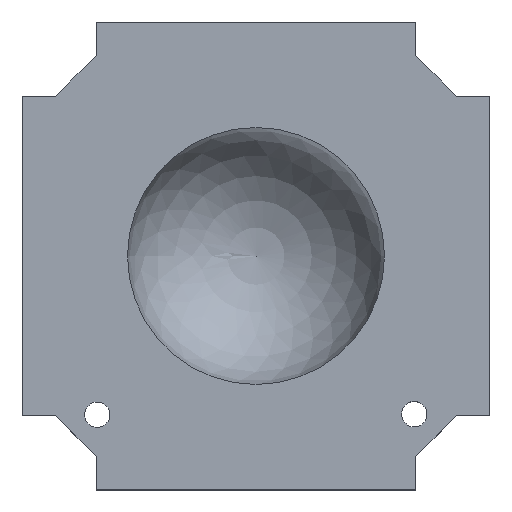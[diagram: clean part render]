
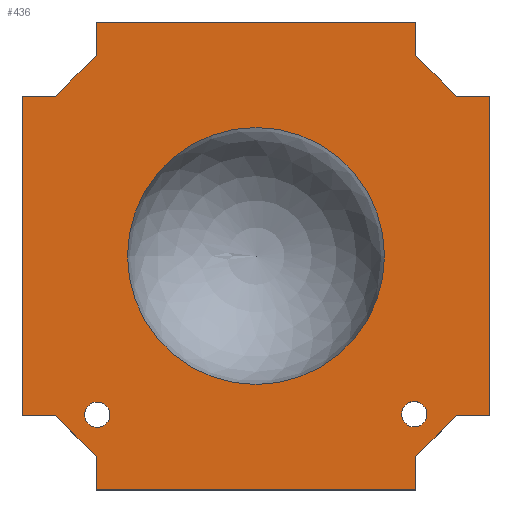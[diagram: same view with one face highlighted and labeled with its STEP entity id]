
A CAD part, top view. The second image highlights one B-rep face of the part: STEP entity #436.
In plain terms, the highlighted planar face has unit normal (0, 0, 1).
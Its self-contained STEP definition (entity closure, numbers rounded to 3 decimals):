
#22=FACE_BOUND('',#80,.T.);
#23=FACE_BOUND('',#81,.T.);
#24=FACE_BOUND('',#82,.T.);
#28=CIRCLE('',#462,1.35);
#29=CIRCLE('',#464,1.35);
#31=CIRCLE('',#480,13.675);
#54=FACE_OUTER_BOUND('',#79,.T.);
#79=EDGE_LOOP('',(#378,#379,#380,#381,#382,#383,#384,#385,#386,#387,#388,
#389,#390,#391,#392,#393));
#80=EDGE_LOOP('',(#394));
#81=EDGE_LOOP('',(#395));
#82=EDGE_LOOP('',(#396));
#102=LINE('',#651,#152);
#105=LINE('',#656,#155);
#107=LINE('',#660,#157);
#109=LINE('',#665,#159);
#111=LINE('',#669,#161);
#114=LINE('',#674,#164);
#116=LINE('',#679,#166);
#119=LINE('',#684,#169);
#121=LINE('',#688,#171);
#123=LINE('',#693,#173);
#125=LINE('',#697,#175);
#128=LINE('',#702,#178);
#129=LINE('',#712,#179);
#130=LINE('',#714,#180);
#131=LINE('',#716,#181);
#132=LINE('',#718,#182);
#152=VECTOR('',#526,10.);
#155=VECTOR('',#531,10.);
#157=VECTOR('',#535,10.);
#159=VECTOR('',#539,10.);
#161=VECTOR('',#543,10.);
#164=VECTOR('',#548,10.);
#166=VECTOR('',#552,10.);
#169=VECTOR('',#557,10.);
#171=VECTOR('',#561,10.);
#173=VECTOR('',#565,10.);
#175=VECTOR('',#569,10.);
#178=VECTOR('',#574,10.);
#179=VECTOR('',#587,10.);
#180=VECTOR('',#590,10.);
#181=VECTOR('',#593,10.);
#182=VECTOR('',#596,10.);
#202=VERTEX_POINT('',#640);
#203=VERTEX_POINT('',#644);
#204=VERTEX_POINT('',#648);
#205=VERTEX_POINT('',#650);
#206=VERTEX_POINT('',#654);
#207=VERTEX_POINT('',#658);
#208=VERTEX_POINT('',#662);
#209=VERTEX_POINT('',#664);
#210=VERTEX_POINT('',#668);
#211=VERTEX_POINT('',#672);
#212=VERTEX_POINT('',#676);
#213=VERTEX_POINT('',#678);
#214=VERTEX_POINT('',#682);
#215=VERTEX_POINT('',#686);
#216=VERTEX_POINT('',#690);
#217=VERTEX_POINT('',#692);
#218=VERTEX_POINT('',#696);
#219=VERTEX_POINT('',#700);
#221=VERTEX_POINT('',#707);
#242=EDGE_CURVE('',#202,#202,#28,.T.);
#244=EDGE_CURVE('',#203,#203,#29,.T.);
#247=EDGE_CURVE('',#205,#204,#102,.T.);
#250=EDGE_CURVE('',#204,#206,#105,.T.);
#252=EDGE_CURVE('',#206,#207,#107,.T.);
#254=EDGE_CURVE('',#209,#208,#109,.T.);
#256=EDGE_CURVE('',#210,#209,#111,.T.);
#259=EDGE_CURVE('',#208,#211,#114,.T.);
#261=EDGE_CURVE('',#213,#212,#116,.T.);
#264=EDGE_CURVE('',#212,#214,#119,.T.);
#266=EDGE_CURVE('',#214,#215,#121,.T.);
#268=EDGE_CURVE('',#217,#216,#123,.T.);
#270=EDGE_CURVE('',#218,#217,#125,.T.);
#273=EDGE_CURVE('',#216,#219,#128,.T.);
#275=EDGE_CURVE('',#221,#221,#31,.T.);
#277=EDGE_CURVE('',#211,#218,#129,.T.);
#278=EDGE_CURVE('',#215,#210,#130,.T.);
#279=EDGE_CURVE('',#207,#213,#131,.T.);
#280=EDGE_CURVE('',#219,#205,#132,.T.);
#378=ORIENTED_EDGE('',*,*,#280,.T.);
#379=ORIENTED_EDGE('',*,*,#247,.T.);
#380=ORIENTED_EDGE('',*,*,#250,.T.);
#381=ORIENTED_EDGE('',*,*,#252,.T.);
#382=ORIENTED_EDGE('',*,*,#279,.T.);
#383=ORIENTED_EDGE('',*,*,#261,.T.);
#384=ORIENTED_EDGE('',*,*,#264,.T.);
#385=ORIENTED_EDGE('',*,*,#266,.T.);
#386=ORIENTED_EDGE('',*,*,#278,.T.);
#387=ORIENTED_EDGE('',*,*,#256,.T.);
#388=ORIENTED_EDGE('',*,*,#254,.T.);
#389=ORIENTED_EDGE('',*,*,#259,.T.);
#390=ORIENTED_EDGE('',*,*,#277,.T.);
#391=ORIENTED_EDGE('',*,*,#270,.T.);
#392=ORIENTED_EDGE('',*,*,#268,.T.);
#393=ORIENTED_EDGE('',*,*,#273,.T.);
#394=ORIENTED_EDGE('',*,*,#242,.T.);
#395=ORIENTED_EDGE('',*,*,#244,.T.);
#396=ORIENTED_EDGE('',*,*,#275,.T.);
#414=PLANE('',#486);
#436=ADVANCED_FACE('',(#54,#22,#23,#24),#414,.T.);
#462=AXIS2_PLACEMENT_3D('',#641,#515,#516);
#464=AXIS2_PLACEMENT_3D('',#645,#520,#521);
#480=AXIS2_PLACEMENT_3D('',#708,#581,#582);
#486=AXIS2_PLACEMENT_3D('',#719,#597,#598);
#515=DIRECTION('center_axis',(0.,0.,-1.));
#516=DIRECTION('ref_axis',(1.,0.,0.));
#520=DIRECTION('center_axis',(0.,0.,-1.));
#521=DIRECTION('ref_axis',(1.,0.,0.));
#526=DIRECTION('',(0.,-1.,0.));
#531=DIRECTION('',(-0.707,-0.707,0.));
#535=DIRECTION('',(-1.,0.,0.));
#539=DIRECTION('',(0.707,0.707,0.));
#543=DIRECTION('',(0.,1.,0.));
#548=DIRECTION('',(1.,0.,0.));
#552=DIRECTION('',(1.,0.,0.));
#557=DIRECTION('',(0.707,-0.707,0.));
#561=DIRECTION('',(0.,-1.,0.));
#565=DIRECTION('',(-0.707,0.707,0.));
#569=DIRECTION('',(-1.,0.,0.));
#574=DIRECTION('',(0.,1.,0.));
#581=DIRECTION('center_axis',(0.,0.,-1.));
#582=DIRECTION('ref_axis',(-1.,0.,0.));
#587=DIRECTION('',(0.,1.,0.));
#590=DIRECTION('',(1.,0.,0.));
#593=DIRECTION('',(0.,-1.,0.));
#596=DIRECTION('',(-1.,0.,0.));
#597=DIRECTION('center_axis',(0.,0.,1.));
#598=DIRECTION('ref_axis',(1.,0.,0.));
#640=CARTESIAN_POINT('',(-18.25,-16.9,3.));
#641=CARTESIAN_POINT('Origin',(-16.9,-16.9,3.));
#644=CARTESIAN_POINT('',(15.49,-16.84,3.));
#645=CARTESIAN_POINT('Origin',(16.84,-16.84,3.));
#648=CARTESIAN_POINT('',(-17.,21.323,3.));
#650=CARTESIAN_POINT('',(-17.,24.901,3.));
#651=CARTESIAN_POINT('',(-17.,25.101,3.));
#654=CARTESIAN_POINT('',(-21.323,17.,3.));
#656=CARTESIAN_POINT('',(-17.,21.323,3.));
#658=CARTESIAN_POINT('',(-24.901,17.,3.));
#660=CARTESIAN_POINT('',(-21.323,17.,3.));
#662=CARTESIAN_POINT('',(21.323,-17.,3.));
#664=CARTESIAN_POINT('',(17.,-21.323,3.));
#665=CARTESIAN_POINT('',(17.,-21.323,3.));
#668=CARTESIAN_POINT('',(17.,-24.901,3.));
#669=CARTESIAN_POINT('',(17.,-25.101,3.));
#672=CARTESIAN_POINT('',(24.901,-17.,3.));
#674=CARTESIAN_POINT('',(21.323,-17.,3.));
#676=CARTESIAN_POINT('',(-21.323,-17.,3.));
#678=CARTESIAN_POINT('',(-24.901,-17.,3.));
#679=CARTESIAN_POINT('',(-25.101,-17.,3.));
#682=CARTESIAN_POINT('',(-17.,-21.323,3.));
#684=CARTESIAN_POINT('',(-21.323,-17.,3.));
#686=CARTESIAN_POINT('',(-17.,-24.901,3.));
#688=CARTESIAN_POINT('',(-17.,-21.323,3.));
#690=CARTESIAN_POINT('',(17.,21.323,3.));
#692=CARTESIAN_POINT('',(21.323,17.,3.));
#693=CARTESIAN_POINT('',(21.323,17.,3.));
#696=CARTESIAN_POINT('',(24.901,17.,3.));
#697=CARTESIAN_POINT('',(25.101,17.,3.));
#700=CARTESIAN_POINT('',(17.,24.901,3.));
#702=CARTESIAN_POINT('',(17.,21.323,3.));
#707=CARTESIAN_POINT('',(-13.675,0.,3.));
#708=CARTESIAN_POINT('Origin',(0.,0.,3.));
#712=CARTESIAN_POINT('',(24.901,-17.,3.));
#714=CARTESIAN_POINT('',(-17.,-24.901,3.));
#716=CARTESIAN_POINT('',(-24.901,17.,3.));
#718=CARTESIAN_POINT('',(17.,24.901,3.));
#719=CARTESIAN_POINT('Origin',(0.,0.,3.));
